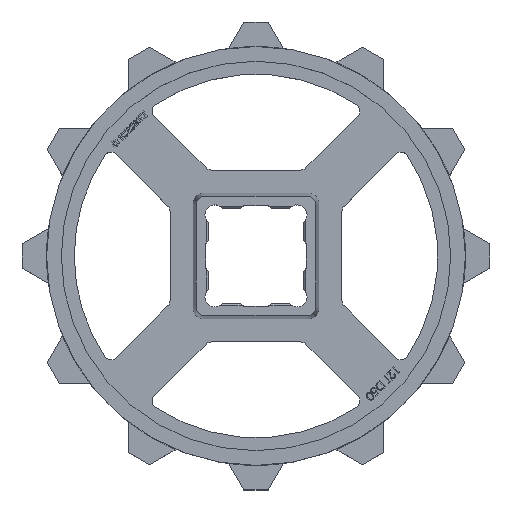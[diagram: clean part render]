
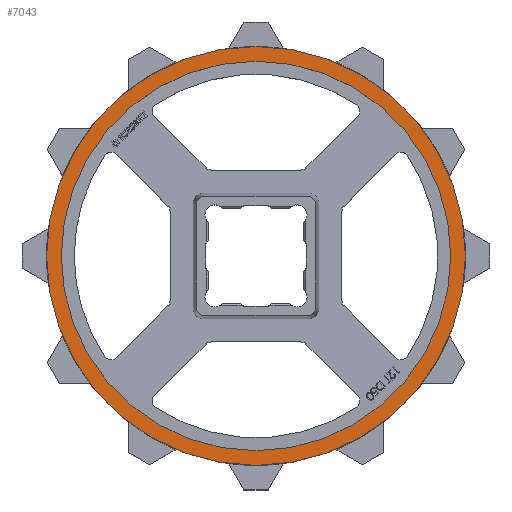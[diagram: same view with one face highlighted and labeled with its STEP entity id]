
A CAD part, top view. The second image highlights one B-rep face of the part: STEP entity #7043.
In plain terms, the highlighted planar face has unit normal (0, 0, 1).
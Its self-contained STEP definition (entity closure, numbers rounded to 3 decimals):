
#127 = DIRECTION ( 'NONE',  ( 1., 0., 0. ) ) ;
#202 = DIRECTION ( 'NONE',  ( 0., 0., 1. ) ) ;
#296 = AXIS2_PLACEMENT_3D ( 'NONE', #8495, #202, #127 ) ;
#416 = CARTESIAN_POINT ( 'NONE',  ( 79.301, 0., 10. ) ) ;
#499 = AXIS2_PLACEMENT_3D ( 'NONE', #5064, #9978, #6219 ) ;
#836 = DIRECTION ( 'NONE',  ( 1., 0., 0. ) ) ;
#1424 = EDGE_CURVE ( 'NONE', #14682, #4258, #12035, .T. ) ;
#2986 = DIRECTION ( 'NONE',  ( 0., 0., 1. ) ) ;
#3931 = CIRCLE ( 'NONE', #499, 85.301 ) ;
#4258 = VERTEX_POINT ( 'NONE', #12842 ) ;
#4405 = EDGE_CURVE ( 'NONE', #10986, #14921, #3931, .T. ) ;
#4452 = CIRCLE ( 'NONE', #10591, 79.301 ) ;
#4475 = CIRCLE ( 'NONE', #296, 85.301 ) ;
#4710 = ORIENTED_EDGE ( 'NONE', *, *, #6983, .F. ) ;
#5064 = CARTESIAN_POINT ( 'NONE',  ( 0., 0., 10. ) ) ;
#5445 = AXIS2_PLACEMENT_3D ( 'NONE', #13423, #8821, #836 ) ;
#6219 = DIRECTION ( 'NONE',  ( 1., 0., 0. ) ) ;
#6246 = CARTESIAN_POINT ( 'NONE',  ( -85.301, 0., 10. ) ) ;
#6609 = DIRECTION ( 'NONE',  ( 1., 0., 0. ) ) ;
#6983 = EDGE_CURVE ( 'NONE', #4258, #14682, #4452, .T. ) ;
#7043 = ADVANCED_FACE ( 'NONE', ( #13648, #11368 ), #7823, .T. ) ;
#7471 = ORIENTED_EDGE ( 'NONE', *, *, #4405, .T. ) ;
#7751 = DIRECTION ( 'NONE',  ( 1., 0., 0. ) ) ;
#7823 = PLANE ( 'NONE',  #5445 ) ;
#8495 = CARTESIAN_POINT ( 'NONE',  ( 0., 0., 10. ) ) ;
#8821 = DIRECTION ( 'NONE',  ( 0., 0., 1. ) ) ;
#9978 = DIRECTION ( 'NONE',  ( 0., 0., 1. ) ) ;
#9982 = CARTESIAN_POINT ( 'NONE',  ( 0., 0., 10. ) ) ;
#10493 = EDGE_CURVE ( 'NONE', #14921, #10986, #4475, .T. ) ;
#10591 = AXIS2_PLACEMENT_3D ( 'NONE', #9982, #2986, #7751 ) ;
#10986 = VERTEX_POINT ( 'NONE', #6246 ) ;
#11217 = ORIENTED_EDGE ( 'NONE', *, *, #1424, .F. ) ;
#11368 = FACE_OUTER_BOUND ( 'NONE', #14097, .T. ) ;
#11623 = ORIENTED_EDGE ( 'NONE', *, *, #10493, .T. ) ;
#11789 = AXIS2_PLACEMENT_3D ( 'NONE', #12440, #13726, #6609 ) ;
#12035 = CIRCLE ( 'NONE', #11789, 79.301 ) ;
#12440 = CARTESIAN_POINT ( 'NONE',  ( 0., 0., 10. ) ) ;
#12842 = CARTESIAN_POINT ( 'NONE',  ( -79.301, 0., 10. ) ) ;
#13011 = EDGE_LOOP ( 'NONE', ( #4710, #11217 ) ) ;
#13423 = CARTESIAN_POINT ( 'NONE',  ( 0., 0., 10. ) ) ;
#13454 = CARTESIAN_POINT ( 'NONE',  ( 85.301, 0., 10. ) ) ;
#13648 = FACE_BOUND ( 'NONE', #13011, .T. ) ;
#13726 = DIRECTION ( 'NONE',  ( 0., 0., 1. ) ) ;
#14097 = EDGE_LOOP ( 'NONE', ( #7471, #11623 ) ) ;
#14682 = VERTEX_POINT ( 'NONE', #416 ) ;
#14921 = VERTEX_POINT ( 'NONE', #13454 ) ;
